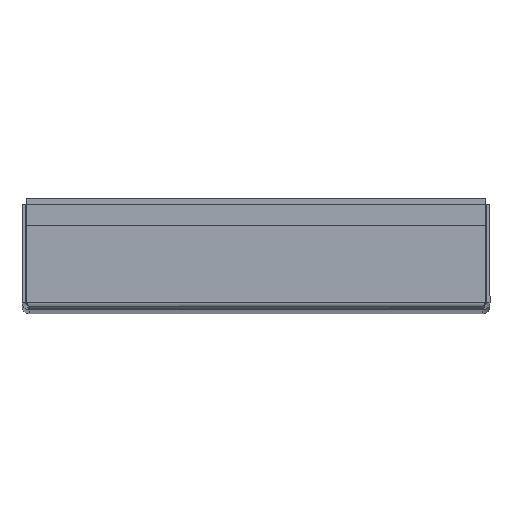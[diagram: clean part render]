
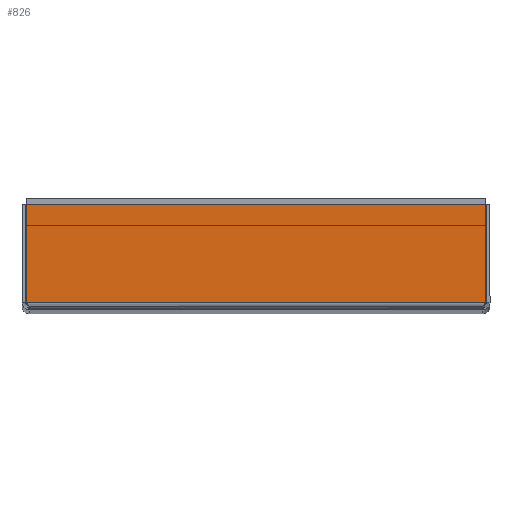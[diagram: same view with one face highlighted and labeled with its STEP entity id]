
A CAD part, top view. The second image highlights one B-rep face of the part: STEP entity #826.
In plain terms, the highlighted planar face has unit normal (0, 0, 1).
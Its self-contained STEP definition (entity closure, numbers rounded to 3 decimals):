
#120=FACE_OUTER_BOUND($,#184,.T.);
#184=EDGE_LOOP($,(#676,#677,#678,#679));
#246=LINE($,#1442,#318);
#252=LINE($,#1469,#324);
#256=LINE($,#1529,#328);
#258=LINE($,#1532,#330);
#318=VECTOR($,#1047,99.976);
#324=VECTOR($,#1057,21.4);
#328=VECTOR($,#1063,21.4);
#330=VECTOR($,#1067,99.976);
#384=VERTEX_POINT($,#1440);
#385=VERTEX_POINT($,#1441);
#390=VERTEX_POINT($,#1468);
#391=VERTEX_POINT($,#1528);
#474=EDGE_CURVE($,#384,#385,#246,.T.);
#482=EDGE_CURVE($,#390,#385,#252,.T.);
#488=EDGE_CURVE($,#384,#391,#256,.T.);
#490=EDGE_CURVE($,#391,#390,#258,.T.);
#676=ORIENTED_EDGE($,*,*,#474,.T.);
#677=ORIENTED_EDGE($,*,*,#482,.F.);
#678=ORIENTED_EDGE($,*,*,#490,.F.);
#679=ORIENTED_EDGE($,*,*,#488,.F.);
#721=PLANE($,#887);
#826=ADVANCED_FACE($,(#120),#721,.T.);
#887=AXIS2_PLACEMENT_3D($,#1533,#1068,#1069);
#1047=DIRECTION($,(1.,0.,0.));
#1057=DIRECTION($,(0.,-1.,0.));
#1063=DIRECTION($,(0.,1.,0.));
#1067=DIRECTION($,(1.,0.,0.));
#1068=DIRECTION('center_axis',(0.,0.,
1.));
#1069=DIRECTION('ref_axis',(0.,-1.,0.));
#1440=CARTESIAN_POINT('',(-49.988,-19.7,249.5));
#1441=CARTESIAN_POINT('',(49.988,-19.7,249.5));
#1442=CARTESIAN_POINT($,(0.,-19.7,249.5));
#1468=CARTESIAN_POINT('',(49.988,1.7,249.5));
#1469=CARTESIAN_POINT($,(49.988,-19.7,249.5));
#1528=CARTESIAN_POINT('',(-49.988,1.7,249.5));
#1529=CARTESIAN_POINT($,(-49.988,-19.7,249.5));
#1532=CARTESIAN_POINT($,(-49.988,1.7,249.5));
#1533=CARTESIAN_POINT('Origin',(0.,-9.678,
249.5));
